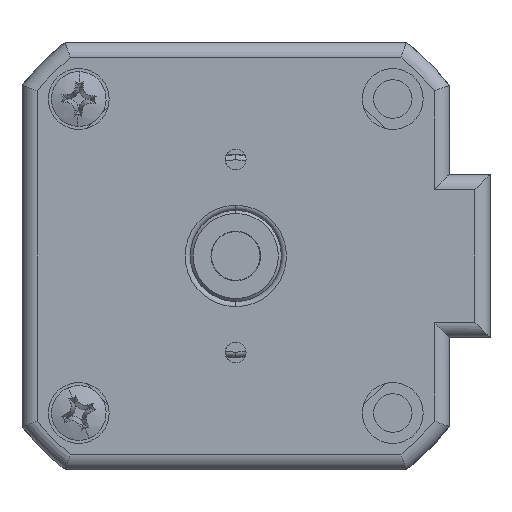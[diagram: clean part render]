
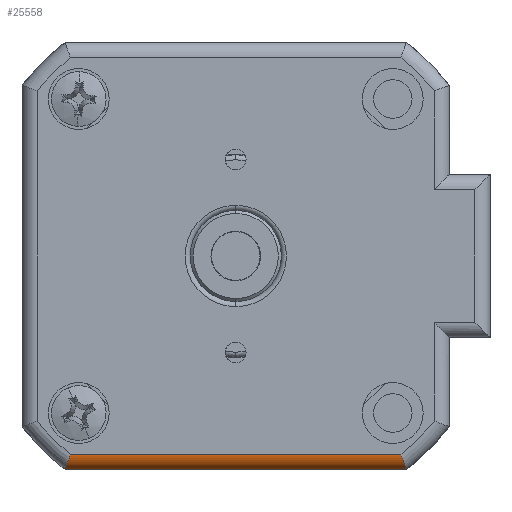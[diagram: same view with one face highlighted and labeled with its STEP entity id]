
A CAD part, front view. The second image highlights one B-rep face of the part: STEP entity #25558.
In plain terms, the highlighted cylindrical face has radius 1.5 mm (diameter 3 mm), a partial arc.
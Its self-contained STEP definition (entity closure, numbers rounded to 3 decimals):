
#947 = DIRECTION ( 'NONE',  ( 1., 0., 0. ) ) ;
#2210 = EDGE_CURVE ( 'NONE', #2649, #29468, #4235, .T. ) ;
#2649 = VERTEX_POINT ( 'NONE', #22545 ) ;
#3228 = CARTESIAN_POINT ( 'NONE',  ( 11.868, -25.527, -3.7 ) ) ;
#3653 = EDGE_LOOP ( 'NONE', ( #16443, #18697, #30502, #18376 ) ) ;
#4164 = EDGE_CURVE ( 'NONE', #11611, #29468, #17224, .T. ) ;
#4235 = LINE ( 'NONE', #15097, #4663 ) ;
#4663 = VECTOR ( 'NONE', #947, 1000. ) ;
#5638 = CARTESIAN_POINT ( 'NONE',  ( -21.089, -25.707, -3.151 ) ) ;
#6347 = CARTESIAN_POINT ( 'NONE',  ( 12.067, -24.981, -4.263 ) ) ;
#6626 = CARTESIAN_POINT ( 'NONE',  ( -21.555, -24.207, -4.462 ) ) ;
#6683 = FACE_OUTER_BOUND ( 'NONE', #3653, .T. ) ;
#8503 = VERTEX_POINT ( 'NONE', #6626 ) ;
#9186 = CARTESIAN_POINT ( 'NONE',  ( 11.741, -25.67, -3.345 ) ) ;
#10880 = DIRECTION ( 'NONE',  ( -1., 0., 0. ) ) ;
#11521 = CARTESIAN_POINT ( 'NONE',  ( 12.134, -24.41, -4.452 ) ) ;
#11611 = VERTEX_POINT ( 'NONE', #31403 ) ;
#13940 = CARTESIAN_POINT ( 'NONE',  ( -21.345, -25.42, -3.867 ) ) ;
#14064 = CARTESIAN_POINT ( 'NONE',  ( -21.537, -24.607, -4.411 ) ) ;
#14194 = CARTESIAN_POINT ( 'NONE',  ( -21.444, -25.148, -4.147 ) ) ;
#14404 = CARTESIAN_POINT ( 'NONE',  ( 12.137, -24.309, -4.462 ) ) ;
#15097 = CARTESIAN_POINT ( 'NONE',  ( -4.709, -25.707, -2.962 ) ) ;
#16329 = DIRECTION ( 'NONE',  ( -1., 0., 0. ) ) ;
#16443 = ORIENTED_EDGE ( 'NONE', *, *, #4164, .T. ) ;
#16562 = AXIS2_PLACEMENT_3D ( 'NONE', #19474, #10880, #31102 ) ;
#17224 = B_SPLINE_CURVE_WITH_KNOTS ( 'NONE', 3,
 ( #17603, #14404, #11521, #20487, #34261, #6347, #20370, #23504, #3228, #9186, #20118, #31632 ),
 .UNSPECIFIED., .F., .F.,
 ( 4, 2, 2, 2, 2, 4 ),
 ( 0., 0., 0.001, 0.001, 0.002, 0.002 ),
 .UNSPECIFIED. ) ;
#17494 = EDGE_CURVE ( 'NONE', #11611, #8503, #19220, .T. ) ;
#17603 = CARTESIAN_POINT ( 'NONE',  ( 12.137, -24.207, -4.462 ) ) ;
#18376 = ORIENTED_EDGE ( 'NONE', *, *, #17494, .F. ) ;
#18697 = ORIENTED_EDGE ( 'NONE', *, *, #2210, .F. ) ;
#18793 = VECTOR ( 'NONE', #16329, 1000. ) ;
#19220 = LINE ( 'NONE', #33328, #18793 ) ;
#19474 = CARTESIAN_POINT ( 'NONE',  ( -21.555, -24.207, -2.962 ) ) ;
#19543 = CARTESIAN_POINT ( 'NONE',  ( -21.159, -25.67, -3.345 ) ) ;
#19905 = CARTESIAN_POINT ( 'NONE',  ( -21.286, -25.527, -3.7 ) ) ;
#20118 = CARTESIAN_POINT ( 'NONE',  ( 11.672, -25.707, -3.151 ) ) ;
#20370 = CARTESIAN_POINT ( 'NONE',  ( 12.027, -25.148, -4.147 ) ) ;
#20487 = CARTESIAN_POINT ( 'NONE',  ( 12.12, -24.607, -4.411 ) ) ;
#22545 = CARTESIAN_POINT ( 'NONE',  ( -21.021, -25.707, -2.962 ) ) ;
#23070 = CYLINDRICAL_SURFACE ( 'NONE', #16562, 1.5 ) ;
#23504 = CARTESIAN_POINT ( 'NONE',  ( 11.928, -25.42, -3.867 ) ) ;
#25260 = CARTESIAN_POINT ( 'NONE',  ( -21.555, -24.309, -4.462 ) ) ;
#25558 = ADVANCED_FACE ( 'NONE', ( #6683 ), #23070, .T. ) ;
#25616 = CARTESIAN_POINT ( 'NONE',  ( -21.485, -24.981, -4.263 ) ) ;
#25726 = CARTESIAN_POINT ( 'NONE',  ( 11.604, -25.707, -2.962 ) ) ;
#26992 = EDGE_CURVE ( 'NONE', #8503, #2649, #33382, .T. ) ;
#28363 = CARTESIAN_POINT ( 'NONE',  ( -21.551, -24.41, -4.452 ) ) ;
#29468 = VERTEX_POINT ( 'NONE', #25726 ) ;
#30502 = ORIENTED_EDGE ( 'NONE', *, *, #26992, .F. ) ;
#31054 = CARTESIAN_POINT ( 'NONE',  ( -21.555, -24.207, -4.462 ) ) ;
#31102 = DIRECTION ( 'NONE',  ( 0., 0., 1. ) ) ;
#31403 = CARTESIAN_POINT ( 'NONE',  ( 12.137, -24.207, -4.462 ) ) ;
#31632 = CARTESIAN_POINT ( 'NONE',  ( 11.604, -25.707, -2.962 ) ) ;
#33328 = CARTESIAN_POINT ( 'NONE',  ( -21.555, -24.207, -4.462 ) ) ;
#33382 = B_SPLINE_CURVE_WITH_KNOTS ( 'NONE', 3,
 ( #31054, #25260, #28363, #14064, #33950, #25616, #14194, #13940, #19905, #19543, #5638, #34063 ),
 .UNSPECIFIED., .F., .F.,
 ( 4, 2, 2, 2, 2, 4 ),
 ( 0., 0., 0.001, 0.001, 0.002, 0.002 ),
 .UNSPECIFIED. ) ;
#33950 = CARTESIAN_POINT ( 'NONE',  ( -21.526, -24.704, -4.381 ) ) ;
#34063 = CARTESIAN_POINT ( 'NONE',  ( -21.021, -25.707, -2.962 ) ) ;
#34261 = CARTESIAN_POINT ( 'NONE',  ( 12.109, -24.704, -4.381 ) ) ;
